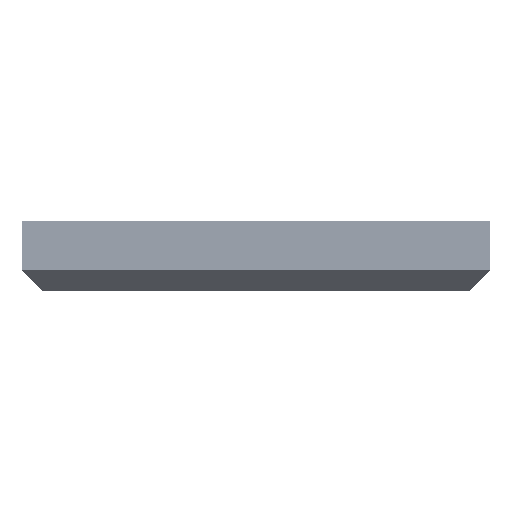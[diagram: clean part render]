
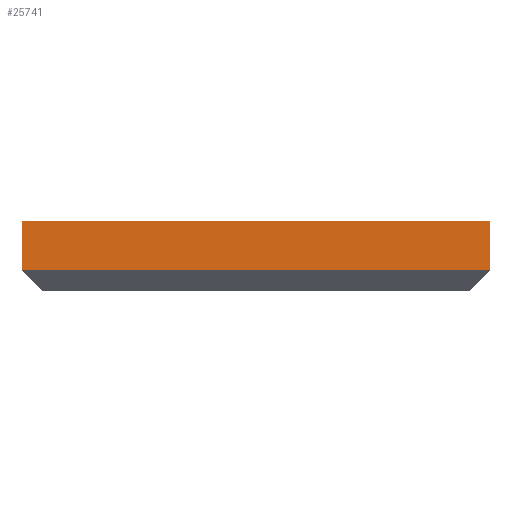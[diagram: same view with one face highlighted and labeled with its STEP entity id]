
A CAD part, left-side view. The second image highlights one B-rep face of the part: STEP entity #25741.
In plain terms, the highlighted planar face has unit normal (-1, 0, 0).
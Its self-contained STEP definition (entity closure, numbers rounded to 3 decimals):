
#5807=FACE_OUTER_BOUND('',#6983,.T.);
#6983=EDGE_LOOP('',(#18743,#18744,#18745,#18746));
#10479=LINE('',#38621,#11675);
#10485=LINE('',#38635,#11681);
#10492=LINE('',#38647,#11688);
#10493=LINE('',#38648,#11689);
#11675=VECTOR('',#30442,10.);
#11681=VECTOR('',#30452,10.);
#11688=VECTOR('',#30465,10.);
#11689=VECTOR('',#30466,10.);
#12862=VERTEX_POINT('',#38614);
#12865=VERTEX_POINT('',#38619);
#12867=VERTEX_POINT('',#38624);
#12871=VERTEX_POINT('',#38634);
#15207=EDGE_CURVE('',#12865,#12862,#10479,.T.);
#15213=EDGE_CURVE('',#12867,#12871,#10485,.T.);
#15220=EDGE_CURVE('',#12867,#12862,#10492,.T.);
#15221=EDGE_CURVE('',#12871,#12865,#10493,.T.);
#18743=ORIENTED_EDGE('',*,*,#15213,.F.);
#18744=ORIENTED_EDGE('',*,*,#15220,.T.);
#18745=ORIENTED_EDGE('',*,*,#15207,.F.);
#18746=ORIENTED_EDGE('',*,*,#15221,.F.);
#25722=PLANE('',#26930);
#25741=ADVANCED_FACE('',(#5807),#25722,.T.);
#26930=AXIS2_PLACEMENT_3D('',#38646,#30463,#30464);
#30442=DIRECTION('',(0.,-1.,0.));
#30452=DIRECTION('',(0.,1.,0.));
#30463=DIRECTION('center_axis',(-1.,0.,0.));
#30464=DIRECTION('ref_axis',(0.,-1.,0.));
#30465=DIRECTION('',(0.,0.,1.));
#30466=DIRECTION('',(0.,0.,1.));
#38614=CARTESIAN_POINT('',(0.,0.,34.));
#38619=CARTESIAN_POINT('',(0.,230.,34.));
#38621=CARTESIAN_POINT('',(0.,230.,34.));
#38624=CARTESIAN_POINT('',(0.,0.,10.));
#38634=CARTESIAN_POINT('',(0.,230.,10.));
#38635=CARTESIAN_POINT('',(0.,172.5,10.));
#38646=CARTESIAN_POINT('Origin',(0.,230.,0.));
#38647=CARTESIAN_POINT('',(0.,0.,0.));
#38648=CARTESIAN_POINT('',(0.,230.,0.));
